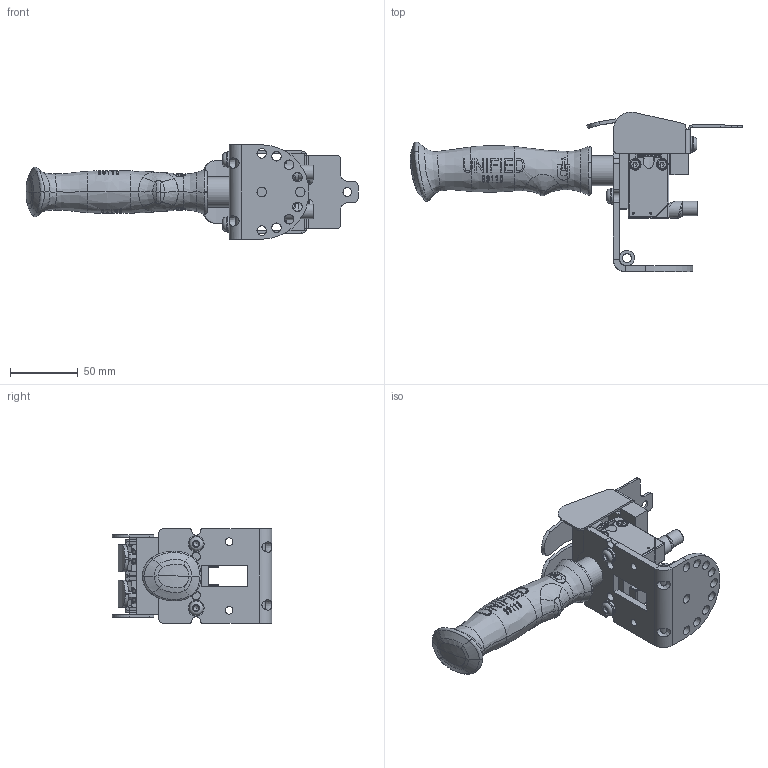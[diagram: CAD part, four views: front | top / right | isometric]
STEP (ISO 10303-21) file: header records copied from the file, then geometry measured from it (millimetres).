
FILE_DESCRIPTION(/* description */ ('ELECTRIC TWO BUTTON HANDLE ASSEMBLY FOR UP/DN'),/* implementation_level */ '2;1');
FILE_NAME(/* name */ '79702.stp',/* time_stamp */ '2021-08-19T14:17:40-04:00',/* author */ ('mnhhw'),/* organization */ (''),/* preprocessor_version */ 'ST-DEVELOPER v17',/* originating_system */ 'Autodesk Inventor 2019',/* authorisation */ '');
FILE_SCHEMA (('AUTOMOTIVE_DESIGN { 1 0 10303 214 3 1 1 }'));
Products named in the file (33): 79702; 79657; 79667; 79666; 99110; 79675; 79708; 79709; switch_zcmd21m12; switch_zcmd21m12 1; switch_zcmd21m12 2; switch_zcmd21m12 3; switch_zcmd21m12 4; switch_zce02; switch_zce02 1; switch_zce02 2; switch_zce02 3; switch_zce02 4; switch_zce02 5; switch_zce02 6; switch_zce02 7; switch_zce02 8; switch_zce02 9; switch_zce02 10; switch_zce02 11; 79648; 79651; 79651_1; 79644; 52495; 51939; 52084; 50619
Assembly tree (42 placements, depth 4):
  79702
    79657
      79667
      79666
      99110
      79675  x2
    79708
    79709  x2
      switch_zcmd21m12
        switch_zcmd21m12 1
        switch_zcmd21m12 2
        switch_zcmd21m12 3
        switch_zcmd21m12 4
      switch_zce02
        switch_zce02 1
        switch_zce02 2
        switch_zce02 3
        switch_zce02 4
        switch_zce02 5
        switch_zce02 6
        switch_zce02 7
        switch_zce02 8
        switch_zce02 9
        switch_zce02 10
        switch_zce02 11
    79648
    79651
    79651_1
    79644
    52495  x4
    51939  x2
    52084  x2
    50619  x4
Bounding box: 245.53 x 117.98 x 69.85 mm (x, y, z)
Volume: 269298.3 mm3; surface area: 129707.9 mm2
Topology: 52 solids, 52 shells, 1901 faces, 5081 edges, 3329 vertices
Faces by surface type: plane 770, cylinder 427, bspline 420, cone 116, torus 110, sphere 58
Full cylindrical faces by diameter (mm): 0.8 x4, 1.5 x10, 1.55 x4, 2.53 x4, 2.62 x2, 2.9 x2, 3.251 x2, 3.5 x2, 3.65 x2, 4 x4, 4.25 x6, 4.762 x3, 4.928 x4, 4.953 x4, 5.25 x2, 5.4 x2, 5.512 x2, 6 x4, 6.35 x7, 6.604 x2, 6.985 x10, 7 x6, 7.13 x2, 8.08 x4, 8.15 x8, 8.68 x6, 9.25 x2, 9.48 x2, 9.5 x2, 9.63 x2
Entity records: 72540 total; most frequent: CARTESIAN_POINT 41472, ORIENTED_EDGE 6870, DIRECTION 5284, EDGE_CURVE 3435, VERTEX_POINT 2284, AXIS2_PLACEMENT_3D 1976, EDGE_LOOP 1423, LINE 1332
